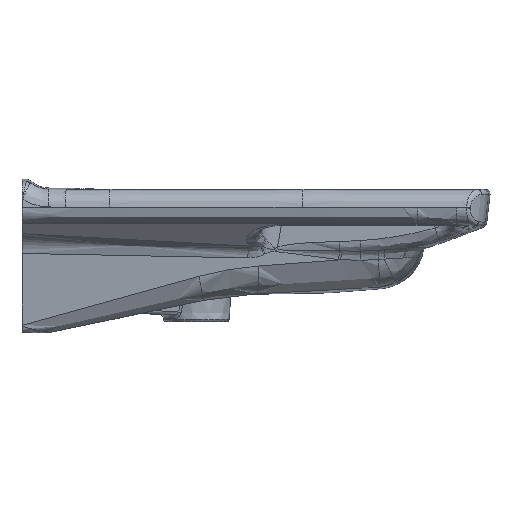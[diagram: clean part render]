
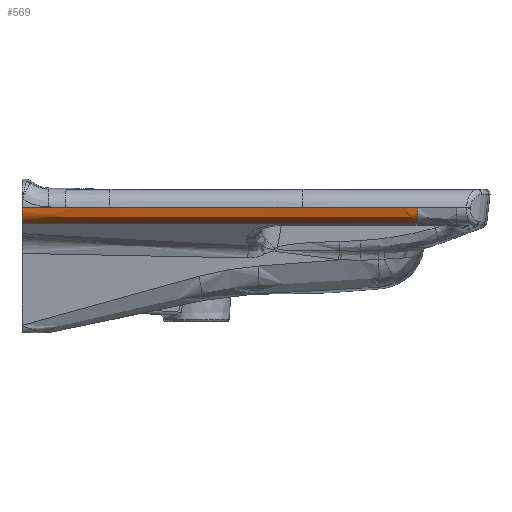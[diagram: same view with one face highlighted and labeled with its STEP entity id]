
A CAD part, left-side view. The second image highlights one B-rep face of the part: STEP entity #569.
In plain terms, the highlighted free-form (B-spline) face has degree [3, 2] with [4, 3] control points.
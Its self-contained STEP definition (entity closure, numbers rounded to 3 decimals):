
#215=(
BOUNDED_SURFACE()
B_SPLINE_SURFACE(3,2,((#36200,#36201,#36202),(#36203,#36204,#36205),(#36206,
#36207,#36208),(#36209,#36210,#36211)),.UNSPECIFIED.,.F.,.F.,.F.)
B_SPLINE_SURFACE_WITH_KNOTS((4,4),(3,3),(0.,1.),(0.,1.),.UNSPECIFIED.)
GEOMETRIC_REPRESENTATION_ITEM()
RATIONAL_B_SPLINE_SURFACE(((1.,0.831,1.),(1.,0.831,
1.),(1.,0.831,1.),(1.,0.831,1.)))
REPRESENTATION_ITEM('')
SURFACE()
);
#569=ADVANCED_FACE('',(#1099),#215,.T.);
#1099=FACE_OUTER_BOUND('',#1547,.T.);
#1547=EDGE_LOOP('',(#2324,#2325,#2326,#2327,#2328,#2329,#2330,#2331));
#2324=ORIENTED_EDGE('',*,*,#5055,.F.);
#2325=ORIENTED_EDGE('',*,*,#5056,.F.);
#2326=ORIENTED_EDGE('',*,*,#5057,.F.);
#2327=ORIENTED_EDGE('',*,*,#5058,.F.);
#2328=ORIENTED_EDGE('',*,*,#4873,.T.);
#2329=ORIENTED_EDGE('',*,*,#5059,.F.);
#2330=ORIENTED_EDGE('',*,*,#5049,.T.);
#2331=ORIENTED_EDGE('',*,*,#5060,.F.);
#4209=VERTEX_POINT('',#26709);
#4210=VERTEX_POINT('',#26716);
#4336=VERTEX_POINT('',#36056);
#4337=VERTEX_POINT('',#36057);
#4340=VERTEX_POINT('',#36173);
#4341=VERTEX_POINT('',#36174);
#4342=VERTEX_POINT('',#36179);
#4343=VERTEX_POINT('',#36187);
#4873=EDGE_CURVE('',#4210,#4209,#5960,.T.);
#5049=EDGE_CURVE('',#4336,#4337,#6630,.T.);
#5055=EDGE_CURVE('',#4340,#4341,#6113,.T.);
#5056=EDGE_CURVE('',#4342,#4340,#6114,.T.);
#5057=EDGE_CURVE('',#4343,#4342,#6115,.T.);
#5058=EDGE_CURVE('',#4210,#4343,#6116,.T.);
#5059=EDGE_CURVE('',#4336,#4209,#6117,.T.);
#5060=EDGE_CURVE('',#4341,#4337,#6118,.T.);
#5960=B_SPLINE_CURVE_WITH_KNOTS('',3,(#26710,#26711,#26712,#26713,#26714,
#26715),.UNSPECIFIED.,.F.,.F.,(4,2,4),(0.,0.5,1.),.UNSPECIFIED.);
#6113=B_SPLINE_CURVE_WITH_KNOTS('',3,(#36163,#36164,#36165,#36166,#36167,
#36168,#36169,#36170,#36171,#36172),.UNSPECIFIED.,.F.,.F.,(4,3,3,4),(0.,
0.356,0.995,1.),.UNSPECIFIED.);
#6114=B_SPLINE_CURVE_WITH_KNOTS('',3,(#36175,#36176,#36177,#36178),
 .UNSPECIFIED.,.F.,.F.,(4,4),(0.,1.),.UNSPECIFIED.);
#6115=B_SPLINE_CURVE_WITH_KNOTS('',3,(#36180,#36181,#36182,#36183,#36184,
#36185,#36186),.UNSPECIFIED.,.F.,.F.,(4,3,4),(0.,0.009,1.),
 .UNSPECIFIED.);
#6116=B_SPLINE_CURVE_WITH_KNOTS('',3,(#36188,#36189,#36190,#36191),
 .UNSPECIFIED.,.F.,.F.,(4,4),(0.,1.),.UNSPECIFIED.);
#6117=B_SPLINE_CURVE_WITH_KNOTS('',3,(#36192,#36193,#36194,#36195),
 .UNSPECIFIED.,.F.,.F.,(4,4),(0.,1.),.UNSPECIFIED.);
#6118=B_SPLINE_CURVE_WITH_KNOTS('',3,(#36196,#36197,#36198,#36199),
 .UNSPECIFIED.,.F.,.F.,(4,4),(0.,1.),.UNSPECIFIED.);
#6630=CIRCLE('',#17906,21.);
#17906=AXIS2_PLACEMENT_3D('',#36055,#19847,#19848);
#19847=DIRECTION('',(-0.006,1.,0.002));
#19848=DIRECTION('',(-1.,-0.006,0.));
#26709=CARTESIAN_POINT('',(-286.01,0.,-40.773));
#26710=CARTESIAN_POINT('',(-299.,0.,-21.361));
#26711=CARTESIAN_POINT('',(-299.,0.,-25.524));
#26712=CARTESIAN_POINT('',(-297.751,0.,-29.599));
#26713=CARTESIAN_POINT('',(-293.176,0.,-36.449));
#26714=CARTESIAN_POINT('',(-289.859,0.,-39.185));
#26715=CARTESIAN_POINT('',(-286.01,0.,-40.773));
#26716=CARTESIAN_POINT('',(-299.,0.,-21.361));
#36055=CARTESIAN_POINT('',(-278.592,-464.421,-21.117));
#36056=CARTESIAN_POINT('',(-286.603,-464.421,-40.529));
#36057=CARTESIAN_POINT('',(-299.591,-464.545,-21.117));
#36163=CARTESIAN_POINT('',(-300.107,-328.791,-20.99));
#36164=CARTESIAN_POINT('',(-300.083,-342.791,-20.995));
#36165=CARTESIAN_POINT('',(-300.05,-356.791,-21.002));
#36166=CARTESIAN_POINT('',(-300.008,-370.791,-21.01));
#36167=CARTESIAN_POINT('',(-299.933,-395.909,-21.026));
#36168=CARTESIAN_POINT('',(-299.829,-421.028,-21.047));
#36169=CARTESIAN_POINT('',(-299.695,-446.146,-21.075));
#36170=CARTESIAN_POINT('',(-299.694,-446.351,-21.075));
#36171=CARTESIAN_POINT('',(-299.692,-446.557,-21.076));
#36172=CARTESIAN_POINT('',(-299.691,-446.763,-21.076));
#36173=CARTESIAN_POINT('',(-300.107,-328.791,-20.99));
#36174=CARTESIAN_POINT('',(-299.691,-446.763,-21.076));
#36175=CARTESIAN_POINT('',(-299.707,-103.178,-21.072));
#36176=CARTESIAN_POINT('',(-300.102,-178.382,-20.991));
#36177=CARTESIAN_POINT('',(-300.235,-253.586,-20.963));
#36178=CARTESIAN_POINT('',(-300.107,-328.791,-20.99));
#36179=CARTESIAN_POINT('',(-299.707,-103.178,-21.075));
#36180=CARTESIAN_POINT('',(-299.475,-63.667,-21.165));
#36181=CARTESIAN_POINT('',(-299.476,-63.785,-21.165));
#36182=CARTESIAN_POINT('',(-299.476,-63.903,-21.165));
#36183=CARTESIAN_POINT('',(-299.477,-64.022,-21.165));
#36184=CARTESIAN_POINT('',(-299.562,-77.074,-21.173));
#36185=CARTESIAN_POINT('',(-299.638,-90.126,-21.091));
#36186=CARTESIAN_POINT('',(-299.707,-103.178,-21.073));
#36187=CARTESIAN_POINT('',(-299.475,-63.667,-21.165));
#36188=CARTESIAN_POINT('',(-299.,0.,-21.361));
#36189=CARTESIAN_POINT('',(-299.179,-21.222,-21.287));
#36190=CARTESIAN_POINT('',(-299.337,-42.444,-21.222));
#36191=CARTESIAN_POINT('',(-299.475,-63.667,-21.165));
#36192=CARTESIAN_POINT('',(-286.603,-464.421,-40.529));
#36193=CARTESIAN_POINT('',(-287.516,-309.615,-40.152));
#36194=CARTESIAN_POINT('',(-287.317,-154.803,-40.234));
#36195=CARTESIAN_POINT('',(-286.01,0.,-40.773));
#36196=CARTESIAN_POINT('',(-299.691,-446.763,-21.076));
#36197=CARTESIAN_POINT('',(-299.66,-452.69,-21.089));
#36198=CARTESIAN_POINT('',(-299.626,-458.618,-21.103));
#36199=CARTESIAN_POINT('',(-299.591,-464.545,-21.117));
#36200=CARTESIAN_POINT('',(-285.987,2.786,-40.783));
#36201=CARTESIAN_POINT('',(-298.975,2.915,-35.423));
#36202=CARTESIAN_POINT('',(-298.975,2.964,-21.371));
#36203=CARTESIAN_POINT('',(-287.302,-152.945,-40.241));
#36204=CARTESIAN_POINT('',(-300.291,-152.887,-34.88));
#36205=CARTESIAN_POINT('',(-300.291,-152.865,-20.828));
#36206=CARTESIAN_POINT('',(-287.521,-308.686,-40.15));
#36207=CARTESIAN_POINT('',(-300.51,-308.703,-34.789));
#36208=CARTESIAN_POINT('',(-300.51,-308.71,-20.738));
#36209=CARTESIAN_POINT('',(-286.603,-464.421,-40.529));
#36210=CARTESIAN_POINT('',(-299.592,-464.511,-35.169));
#36211=CARTESIAN_POINT('',(-299.591,-464.545,-21.117));
